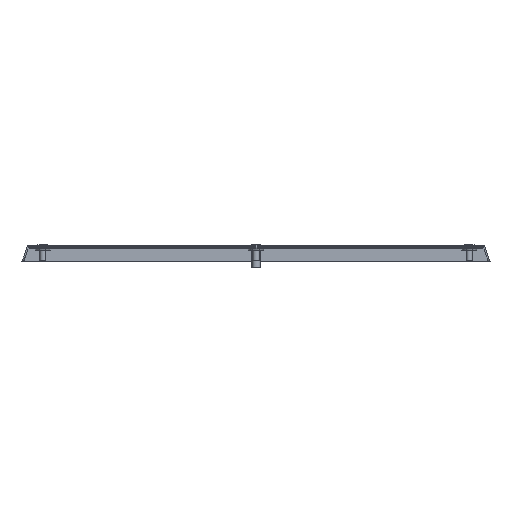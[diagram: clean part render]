
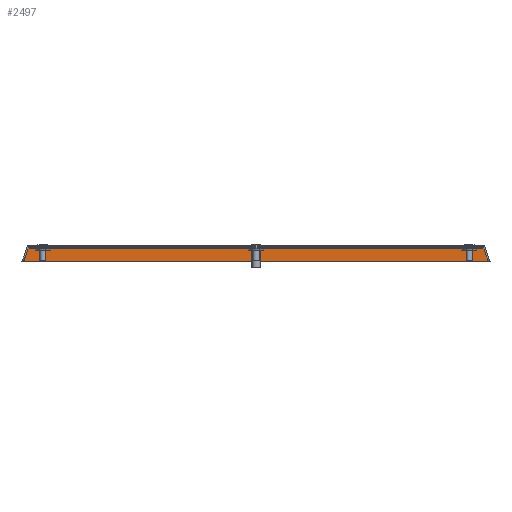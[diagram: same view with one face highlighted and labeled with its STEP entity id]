
A CAD part, front view. The second image highlights one B-rep face of the part: STEP entity #2497.
In plain terms, the highlighted planar face has unit normal (0, -1, 0).
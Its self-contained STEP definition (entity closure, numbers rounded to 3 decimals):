
#185 = VECTOR ( 'NONE', #1269, 1000. ) ;
#312 = EDGE_CURVE ( 'NONE', #1226, #973, #3744, .T. ) ;
#319 = VECTOR ( 'NONE', #748, 1000. ) ;
#386 = CARTESIAN_POINT ( 'NONE',  ( -223.513, 1000.4, -16.464 ) ) ;
#742 = EDGE_CURVE ( 'NONE', #3182, #1705, #3642, .T. ) ;
#748 = DIRECTION ( 'NONE',  ( 0.309, 0., -0.951 ) ) ;
#765 = EDGE_CURVE ( 'NONE', #973, #3182, #5071, .T. ) ;
#781 = CARTESIAN_POINT ( 'NONE',  ( -224.94, 1000.4, -16. ) ) ;
#944 = ORIENTED_EDGE ( 'NONE', *, *, #2296, .T. ) ;
#973 = VERTEX_POINT ( 'NONE', #2021 ) ;
#983 = VECTOR ( 'NONE', #2312, 1000. ) ;
#1226 = VERTEX_POINT ( 'NONE', #2606 ) ;
#1252 = CARTESIAN_POINT ( 'NONE',  ( 180.554, 1000.4, 115.753 ) ) ;
#1269 = DIRECTION ( 'NONE',  ( -1., 0., 0. ) ) ;
#1600 = EDGE_LOOP ( 'NONE', ( #4475, #1967, #944, #6093 ) ) ;
#1705 = VERTEX_POINT ( 'NONE', #5277 ) ;
#1967 = ORIENTED_EDGE ( 'NONE', *, *, #312, .F. ) ;
#2021 = CARTESIAN_POINT ( 'NONE',  ( 223.363, 1000.4, -16. ) ) ;
#2296 = EDGE_CURVE ( 'NONE', #1226, #1705, #4328, .T. ) ;
#2312 = DIRECTION ( 'NONE',  ( 0.309, 0., 0.951 ) ) ;
#2314 = DIRECTION ( 'NONE',  ( -1., 0., 0. ) ) ;
#2332 = FACE_OUTER_BOUND ( 'NONE', #1600, .T. ) ;
#2497 = ADVANCED_FACE ( 'NONE', ( #2332 ), #6206, .F. ) ;
#2606 = CARTESIAN_POINT ( 'NONE',  ( 218.651, 1000.4, -1.5 ) ) ;
#3158 = CARTESIAN_POINT ( 'NONE',  ( 0., 1000.4, -16. ) ) ;
#3182 = VERTEX_POINT ( 'NONE', #5176 ) ;
#3642 = LINE ( 'NONE', #386, #983 ) ;
#3691 = DIRECTION ( 'NONE',  ( 0., 1., 0. ) ) ;
#3744 = LINE ( 'NONE', #1252, #319 ) ;
#4328 = LINE ( 'NONE', #4776, #5138 ) ;
#4475 = ORIENTED_EDGE ( 'NONE', *, *, #765, .F. ) ;
#4776 = CARTESIAN_POINT ( 'NONE',  ( 0., 1000.4, -1.5 ) ) ;
#5071 = LINE ( 'NONE', #3158, #185 ) ;
#5138 = VECTOR ( 'NONE', #2314, 1000. ) ;
#5176 = CARTESIAN_POINT ( 'NONE',  ( -223.363, 1000.4, -16. ) ) ;
#5277 = CARTESIAN_POINT ( 'NONE',  ( -218.651, 1000.4, -1.5 ) ) ;
#5439 = AXIS2_PLACEMENT_3D ( 'NONE', #781, #3691, #5561 ) ;
#5561 = DIRECTION ( 'NONE',  ( 0., 0., 1. ) ) ;
#6093 = ORIENTED_EDGE ( 'NONE', *, *, #742, .F. ) ;
#6206 = PLANE ( 'NONE',  #5439 ) ;
